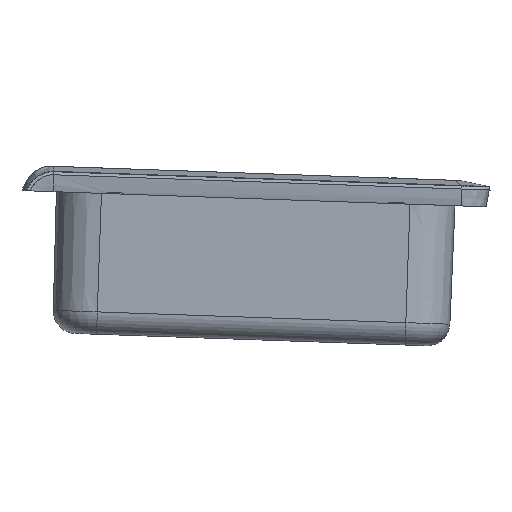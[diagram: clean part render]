
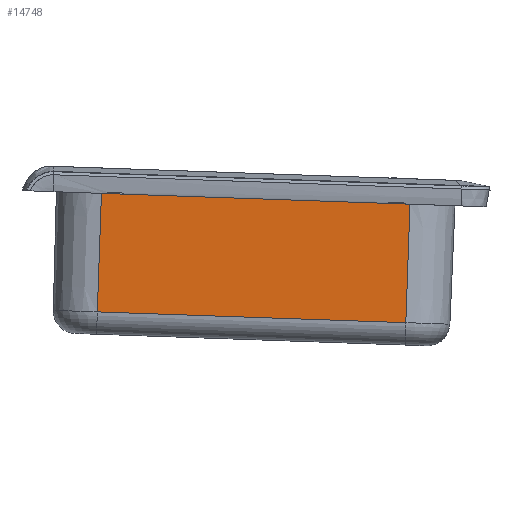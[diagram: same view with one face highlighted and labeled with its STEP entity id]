
A CAD part, left-side view. The second image highlights one B-rep face of the part: STEP entity #14748.
In plain terms, the highlighted planar face has unit normal (-1, 0, -0.009).
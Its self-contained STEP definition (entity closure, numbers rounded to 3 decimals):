
#14740=AXIS2_PLACEMENT_3D('Plane Axis2P3D',#14737,#14738,#14739) ;
#804=CARTESIAN_POINT('Line Origine',(-141.75,-0.039,2.223)) ;
#808=CARTESIAN_POINT('Vertex',(-141.75,54.678,4.133)) ;
#810=CARTESIAN_POINT('Vertex',(-141.75,-54.755,0.312)) ;
#14437=CARTESIAN_POINT('Vertex',(-141.383,-53.287,-41.728)) ;
#14581=CARTESIAN_POINT('Vertex',(-141.383,56.146,-37.906)) ;
#14601=CARTESIAN_POINT('Line Origine',(-141.383,1.429,-39.817)) ;
#14618=CARTESIAN_POINT('Line Origine',(-141.53,-53.874,-24.918)) ;
#14725=CARTESIAN_POINT('Line Origine',(-141.53,55.559,-21.097)) ;
#14737=CARTESIAN_POINT('Axis2P3D Location',(-141.746,0.842,1.757)) ;
#805=DIRECTION('Vector Direction',(0.,-0.999,-0.035)) ;
#14602=DIRECTION('Vector Direction',(0.,0.999,0.035)) ;
#14619=DIRECTION('Vector Direction',(-0.009,-0.035,0.999)) ;
#14726=DIRECTION('Vector Direction',(-0.009,-0.035,0.999)) ;
#14738=DIRECTION('Axis2P3D Direction',(-1.,0.,-0.009)) ;
#14739=DIRECTION('Axis2P3D XDirection',(0.,-0.999,-0.035)) ;
#806=VECTOR('Line Direction',#805,1.) ;
#14603=VECTOR('Line Direction',#14602,1.) ;
#14620=VECTOR('Line Direction',#14619,1.) ;
#14727=VECTOR('Line Direction',#14726,1.) ;
#14743=ORIENTED_EDGE('',*,*,#14729,.F.) ;
#14744=ORIENTED_EDGE('',*,*,#14605,.F.) ;
#14745=ORIENTED_EDGE('',*,*,#14622,.T.) ;
#14746=ORIENTED_EDGE('',*,*,#812,.F.) ;
#14748=ADVANCED_FACE('PartBody',(#14747),#14741,.T.) ;
#812=EDGE_CURVE('',#809,#811,#807,.T.) ;
#14605=EDGE_CURVE('',#14438,#14582,#14604,.T.) ;
#14622=EDGE_CURVE('',#14438,#811,#14621,.T.) ;
#14729=EDGE_CURVE('',#14582,#809,#14728,.T.) ;
#14742=EDGE_LOOP('',(#14743,#14744,#14745,#14746)) ;
#14747=FACE_OUTER_BOUND('',#14742,.T.) ;
#807=LINE('Line',#804,#806) ;
#14604=LINE('Line',#14601,#14603) ;
#14621=LINE('Line',#14618,#14620) ;
#14728=LINE('Line',#14725,#14727) ;
#14741=PLANE('',#14740) ;
#809=VERTEX_POINT('',#808) ;
#811=VERTEX_POINT('',#810) ;
#14438=VERTEX_POINT('',#14437) ;
#14582=VERTEX_POINT('',#14581) ;
